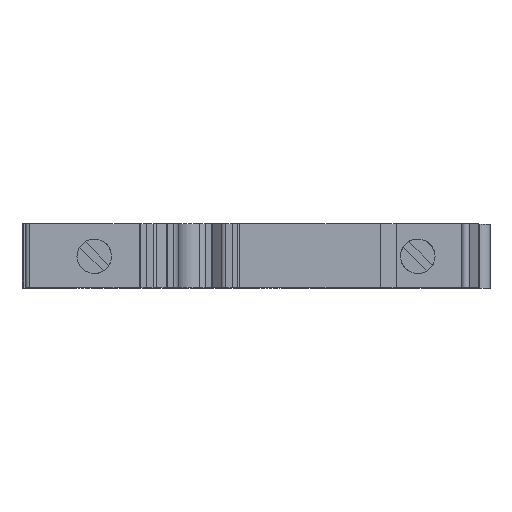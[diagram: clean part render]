
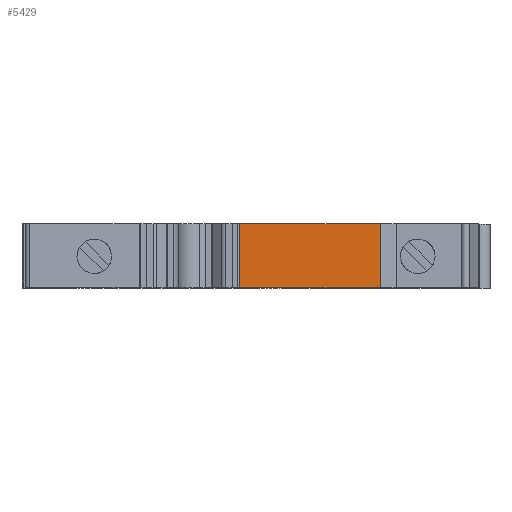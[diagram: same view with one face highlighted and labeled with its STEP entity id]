
A CAD part, top view. The second image highlights one B-rep face of the part: STEP entity #5429.
In plain terms, the highlighted planar face has unit normal (0, 0, 1).
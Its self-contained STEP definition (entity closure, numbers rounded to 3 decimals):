
#146 = EDGE_CURVE ( 'NONE', #551, #4274, #1411, .T. ) ;
#186 = VECTOR ( 'NONE', #6531, 1000. ) ;
#366 = FACE_OUTER_BOUND ( 'NONE', #4773, .T. ) ;
#551 = VERTEX_POINT ( 'NONE', #4209 ) ;
#1007 = EDGE_CURVE ( 'NONE', #3302, #4274, #5929, .T. ) ;
#1265 = ORIENTED_EDGE ( 'NONE', *, *, #2706, .F. ) ;
#1411 = LINE ( 'NONE', #4727, #2967 ) ;
#1433 = LINE ( 'NONE', #3127, #186 ) ;
#1896 = CARTESIAN_POINT ( 'NONE',  ( 8., -15.771, 40.44 ) ) ;
#2095 = PLANE ( 'NONE',  #5844 ) ;
#2483 = LINE ( 'NONE', #2559, #3458 ) ;
#2559 = CARTESIAN_POINT ( 'NONE',  ( 0., -19.771, 40.44 ) ) ;
#2632 = ORIENTED_EDGE ( 'NONE', *, *, #146, .F. ) ;
#2706 = EDGE_CURVE ( 'NONE', #5662, #551, #2483, .T. ) ;
#2751 = ORIENTED_EDGE ( 'NONE', *, *, #1007, .T. ) ;
#2967 = VECTOR ( 'NONE', #3106, 1000. ) ;
#3106 = DIRECTION ( 'NONE',  ( 1., 0., 0. ) ) ;
#3127 = CARTESIAN_POINT ( 'NONE',  ( 0., -31.182, 40.44 ) ) ;
#3302 = VERTEX_POINT ( 'NONE', #6652 ) ;
#3458 = VECTOR ( 'NONE', #3667, 1000. ) ;
#3667 = DIRECTION ( 'NONE',  ( 0., 1., 0. ) ) ;
#4209 = CARTESIAN_POINT ( 'NONE',  ( 0., -13.651, 40.44 ) ) ;
#4274 = VERTEX_POINT ( 'NONE', #6220 ) ;
#4346 = CARTESIAN_POINT ( 'NONE',  ( 0., -15.771, 40.44 ) ) ;
#4379 = DIRECTION ( 'NONE',  ( 0., -1., 0. ) ) ;
#4398 = VECTOR ( 'NONE', #4740, 1000. ) ;
#4727 = CARTESIAN_POINT ( 'NONE',  ( 0., -13.651, 40.44 ) ) ;
#4740 = DIRECTION ( 'NONE',  ( 0., 1., 0. ) ) ;
#4773 = EDGE_LOOP ( 'NONE', ( #2751, #2632, #1265, #7185 ) ) ;
#5403 = EDGE_CURVE ( 'NONE', #5662, #3302, #1433, .T. ) ;
#5429 = ADVANCED_FACE ( 'NONE', ( #366 ), #2095, .F. ) ;
#5662 = VERTEX_POINT ( 'NONE', #6297 ) ;
#5844 = AXIS2_PLACEMENT_3D ( 'NONE', #4346, #6595, #4379 ) ;
#5929 = LINE ( 'NONE', #1896, #4398 ) ;
#6220 = CARTESIAN_POINT ( 'NONE',  ( 8., -13.651, 40.44 ) ) ;
#6297 = CARTESIAN_POINT ( 'NONE',  ( 0., -31.182, 40.44 ) ) ;
#6531 = DIRECTION ( 'NONE',  ( 1., 0., 0. ) ) ;
#6595 = DIRECTION ( 'NONE',  ( 0., 0., -1. ) ) ;
#6652 = CARTESIAN_POINT ( 'NONE',  ( 8., -31.182, 40.44 ) ) ;
#7185 = ORIENTED_EDGE ( 'NONE', *, *, #5403, .T. ) ;
